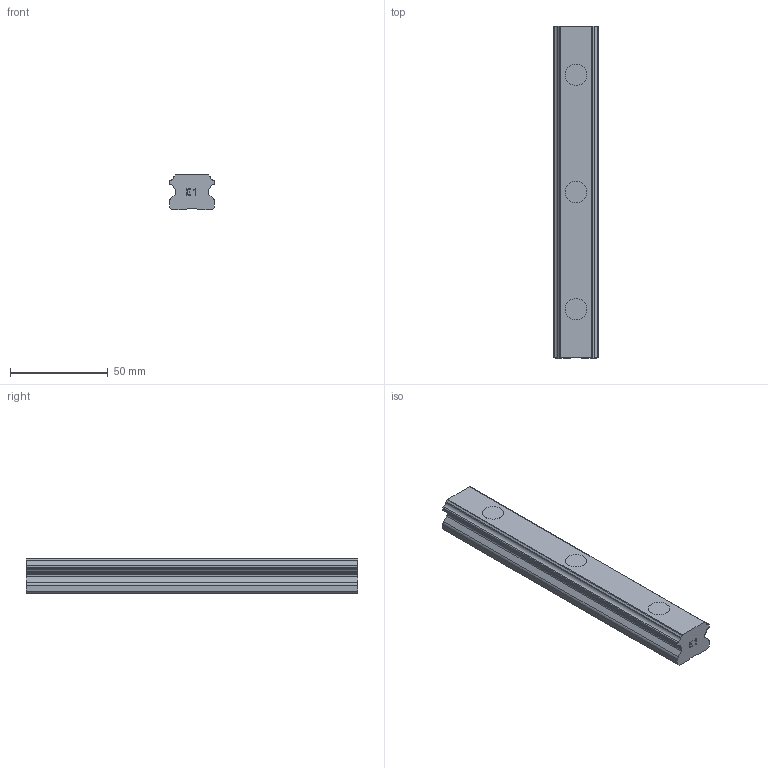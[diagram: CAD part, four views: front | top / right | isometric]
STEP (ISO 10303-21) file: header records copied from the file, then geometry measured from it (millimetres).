
FILE_DESCRIPTION(('STEP AP214'),'1');
FILE_NAME('cctmp_C18FEA1D-F03F-4F47-A85C-42F26006FA66_2021_02_09_16_25_47_0067..stp','2021-02-09T15:25:47',('HIWIN GmbH'),('CADClick - www.CADClick.com'),'Spatial InterOp 3D',' ','unknown authorization');
FILE_SCHEMA(('AUTOMOTIVE_DESIGN'));
Length unit declared in the file: millimetre
Products named in the file (1): EGR25R170C_FILE
Bounding box: 23 x 170 x 18 mm (x, y, z)
Volume: 58286.5 mm3; surface area: 16577.4 mm2
Topology: 1 solids, 1 shells, 141 faces, 387 edges, 258 vertices
Faces by surface type: plane 103, cylinder 38
Entity records: 5633 total; most frequent: CARTESIAN_POINT 787, ORIENTED_EDGE 774, DIRECTION 771, EDGE_CURVE 387, LINE 287, VECTOR 287, VERTEX_POINT 258, AXIS2_PLACEMENT_3D 242
